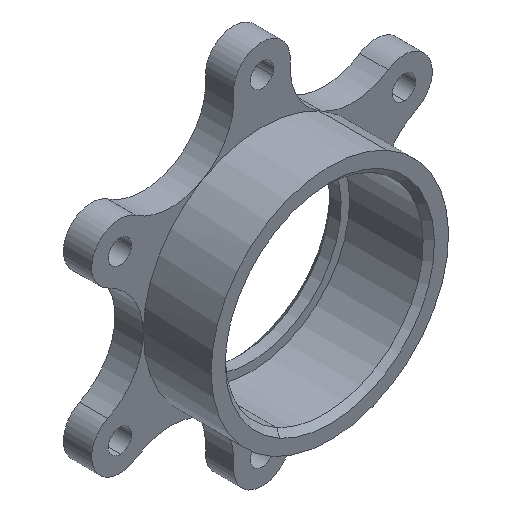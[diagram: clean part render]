
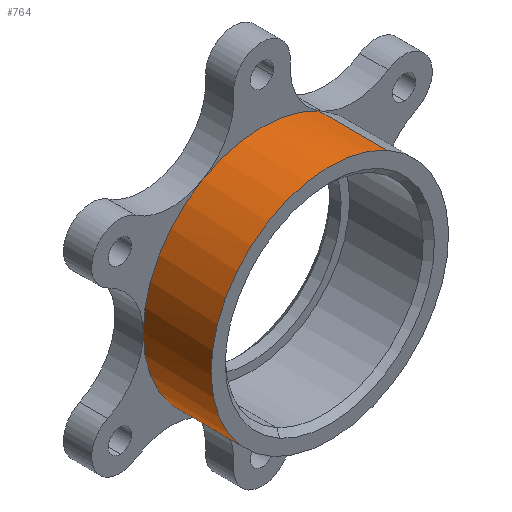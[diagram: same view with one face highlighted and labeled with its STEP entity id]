
A CAD part, isometric view. The second image highlights one B-rep face of the part: STEP entity #764.
In plain terms, the highlighted cylindrical face has radius 21 mm (diameter 42 mm), a partial arc.
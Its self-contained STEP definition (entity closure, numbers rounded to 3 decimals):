
#134=CARTESIAN_POINT('Vertex',(-10.5,-5.,18.187)) ;
#520=CARTESIAN_POINT('Vertex',(-10.5,-5.,-18.187)) ;
#614=CARTESIAN_POINT('Vertex',(-21.,-5.,0.)) ;
#683=CARTESIAN_POINT('Axis2P3D Location',(0.,-8.5,0.)) ;
#688=CARTESIAN_POINT('Axis2P3D Location',(0.,-5.,0.)) ;
#692=CARTESIAN_POINT('Vertex',(-18.187,-5.,10.5)) ;
#695=CARTESIAN_POINT('Axis2P3D Location',(0.,-5.,0.)) ;
#699=CARTESIAN_POINT('Vertex',(-18.187,-5.,-10.5)) ;
#702=CARTESIAN_POINT('Axis2P3D Location',(0.,-5.,0.)) ;
#707=CARTESIAN_POINT('Axis2P3D Location',(0.,-5.,0.)) ;
#711=CARTESIAN_POINT('Vertex',(-10.068,-5.,-18.429)) ;
#714=CARTESIAN_POINT('Line Origine',(-10.068,-8.5,-18.429)) ;
#718=CARTESIAN_POINT('Vertex',(-10.068,-17.,-18.429)) ;
#721=CARTESIAN_POINT('Axis2P3D Location',(0.,-17.,0.)) ;
#725=CARTESIAN_POINT('Vertex',(10.068,-17.,18.429)) ;
#728=CARTESIAN_POINT('Line Origine',(10.068,-8.5,18.429)) ;
#732=CARTESIAN_POINT('Vertex',(10.068,-5.,18.429)) ;
#735=CARTESIAN_POINT('Axis2P3D Location',(0.,-5.,0.)) ;
#739=CARTESIAN_POINT('Vertex',(0.,-5.,21.)) ;
#742=CARTESIAN_POINT('Axis2P3D Location',(0.,-5.,0.)) ;
#747=CARTESIAN_POINT('Axis2P3D Location',(0.,-5.,0.)) ;
#684=DIRECTION('Axis2P3D Direction',(0.,1.,0.)) ;
#685=DIRECTION('Axis2P3D XDirection',(0.479,-0.,0.878)) ;
#689=DIRECTION('Axis2P3D Direction',(0.,1.,0.)) ;
#696=DIRECTION('Axis2P3D Direction',(0.,1.,0.)) ;
#703=DIRECTION('Axis2P3D Direction',(0.,1.,0.)) ;
#708=DIRECTION('Axis2P3D Direction',(0.,1.,0.)) ;
#715=DIRECTION('Vector Direction',(0.,1.,0.)) ;
#722=DIRECTION('Axis2P3D Direction',(0.,1.,0.)) ;
#729=DIRECTION('Vector Direction',(0.,1.,0.)) ;
#736=DIRECTION('Axis2P3D Direction',(0.,1.,0.)) ;
#743=DIRECTION('Axis2P3D Direction',(0.,1.,0.)) ;
#748=DIRECTION('Axis2P3D Direction',(0.,1.,0.)) ;
#686=AXIS2_PLACEMENT_3D('Cylinder Axis2P3D',#683,#684,#685) ;
#690=AXIS2_PLACEMENT_3D('Circle Axis2P3D',#688,#689,$) ;
#697=AXIS2_PLACEMENT_3D('Circle Axis2P3D',#695,#696,$) ;
#704=AXIS2_PLACEMENT_3D('Circle Axis2P3D',#702,#703,$) ;
#709=AXIS2_PLACEMENT_3D('Circle Axis2P3D',#707,#708,$) ;
#723=AXIS2_PLACEMENT_3D('Circle Axis2P3D',#721,#722,$) ;
#737=AXIS2_PLACEMENT_3D('Circle Axis2P3D',#735,#736,$) ;
#744=AXIS2_PLACEMENT_3D('Circle Axis2P3D',#742,#743,$) ;
#749=AXIS2_PLACEMENT_3D('Circle Axis2P3D',#747,#748,$) ;
#753=ORIENTED_EDGE('',*,*,#694,.F.) ;
#754=ORIENTED_EDGE('',*,*,#701,.F.) ;
#755=ORIENTED_EDGE('',*,*,#706,.F.) ;
#756=ORIENTED_EDGE('',*,*,#713,.F.) ;
#757=ORIENTED_EDGE('',*,*,#720,.T.) ;
#758=ORIENTED_EDGE('',*,*,#727,.T.) ;
#759=ORIENTED_EDGE('',*,*,#734,.F.) ;
#760=ORIENTED_EDGE('',*,*,#741,.F.) ;
#761=ORIENTED_EDGE('',*,*,#746,.F.) ;
#762=ORIENTED_EDGE('',*,*,#751,.F.) ;
#716=VECTOR('Line Direction',#715,1.) ;
#730=VECTOR('Line Direction',#729,1.) ;
#764=ADVANCED_FACE('Corps principal',(#763),#687,.T.) ;
#691=CIRCLE('generated circle',#690,21.) ;
#698=CIRCLE('generated circle',#697,21.) ;
#705=CIRCLE('generated circle',#704,21.) ;
#710=CIRCLE('generated circle',#709,21.) ;
#724=CIRCLE('generated circle',#723,21.) ;
#738=CIRCLE('generated circle',#737,21.) ;
#745=CIRCLE('generated circle',#744,21.) ;
#750=CIRCLE('generated circle',#749,21.) ;
#687=CYLINDRICAL_SURFACE('generated cylinder',#686,21.) ;
#694=EDGE_CURVE('',#615,#693,#691,.T.) ;
#701=EDGE_CURVE('',#700,#615,#698,.T.) ;
#706=EDGE_CURVE('',#521,#700,#705,.T.) ;
#713=EDGE_CURVE('',#712,#521,#710,.T.) ;
#720=EDGE_CURVE('',#712,#719,#717,.F.) ;
#727=EDGE_CURVE('',#719,#726,#724,.T.) ;
#734=EDGE_CURVE('',#733,#726,#731,.F.) ;
#741=EDGE_CURVE('',#740,#733,#738,.T.) ;
#746=EDGE_CURVE('',#135,#740,#745,.T.) ;
#751=EDGE_CURVE('',#693,#135,#750,.T.) ;
#752=EDGE_LOOP('',(#753,#754,#755,#756,#757,#758,#759,#760,#761,#762)) ;
#763=FACE_OUTER_BOUND('',#752,.T.) ;
#717=LINE('Line',#714,#716) ;
#731=LINE('Line',#728,#730) ;
#135=VERTEX_POINT('',#134) ;
#521=VERTEX_POINT('',#520) ;
#615=VERTEX_POINT('',#614) ;
#693=VERTEX_POINT('',#692) ;
#700=VERTEX_POINT('',#699) ;
#712=VERTEX_POINT('',#711) ;
#719=VERTEX_POINT('',#718) ;
#726=VERTEX_POINT('',#725) ;
#733=VERTEX_POINT('',#732) ;
#740=VERTEX_POINT('',#739) ;
